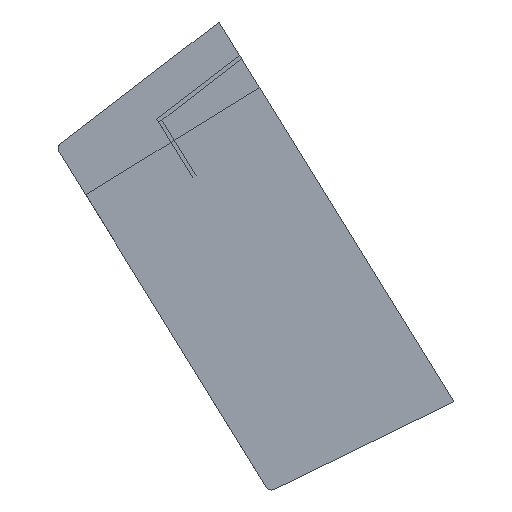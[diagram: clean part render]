
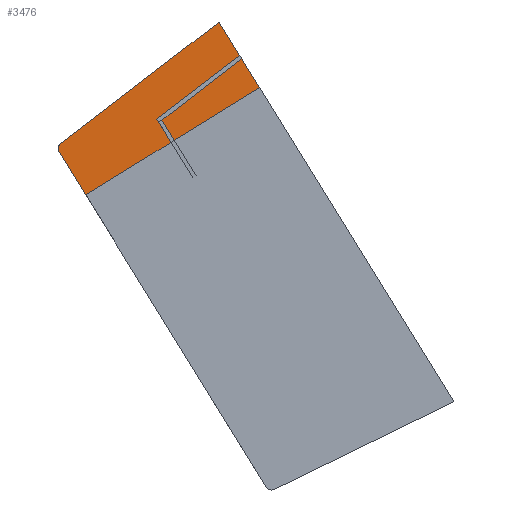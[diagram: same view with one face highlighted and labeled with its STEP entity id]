
A CAD part, front view. The second image highlights one B-rep face of the part: STEP entity #3476.
In plain terms, the highlighted planar face has unit normal (0.008, -1, -0.013).
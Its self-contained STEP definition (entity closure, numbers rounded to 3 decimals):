
#3476 = ADVANCED_FACE('',(#3477),#3492,.T.);
#3477 = FACE_BOUND('',#3478,.T.);
#3478 = EDGE_LOOP('',(#3479,#3521,#3547,#3573,#3599,#3634));
#3479 = ORIENTED_EDGE('',*,*,#3480,.T.);
#3480 = EDGE_CURVE('',#3481,#3483,#3485,.T.);
#3481 = VERTEX_POINT('',#3482);
#3482 = CARTESIAN_POINT('',(11770.697,45.153,
    2544.672));
#3483 = VERTEX_POINT('',#3484);
#3484 = CARTESIAN_POINT('',(11800.327,45.504,
    2536.083));
#3485 = SURFACE_CURVE('',#3486,(#3491,#3503),.PCURVE_S1.);
#3486 = ELLIPSE('',#3487,23.003,23.);
#3487 = AXIS2_PLACEMENT_3D('',#3488,#3489,#3490);
#3488 = CARTESIAN_POINT('',(11790.262,45.153,
    2556.763));
#3489 = DIRECTION('',(0.008,-1.,
    -0.013));
#3490 = DIRECTION('',(0.526,0.015,-0.851)
  );
#3491 = PCURVE('',#3492,#3497);
#3492 = PLANE('',#3493);
#3493 = AXIS2_PLACEMENT_3D('',#3494,#3495,#3496);
#3494 = CARTESIAN_POINT('',(10074.338,33.58,
    2384.906));
#3495 = DIRECTION('',(0.008,-1.,
    -0.013));
#3496 = DIRECTION('',(0.,0.013,-1.));
#3497 = DEFINITIONAL_REPRESENTATION('',(#3498),#3502);
#3498 = ELLIPSE('',#3499,23.003,23.);
#3499 = AXIS2_PLACEMENT_2D('',#3500,#3501);
#3500 = CARTESIAN_POINT('',(-171.693,1715.98));
#3501 = DIRECTION('',(0.851,0.526));
#3502 = ( GEOMETRIC_REPRESENTATION_CONTEXT(2) 
PARAMETRIC_REPRESENTATION_CONTEXT() REPRESENTATION_CONTEXT('2D SPACE',''
  ) );
#3503 = PCURVE('',#3504,#3509);
#3504 = CYLINDRICAL_SURFACE('',#3505,23.);
#3505 = AXIS2_PLACEMENT_3D('',#3506,#3507,#3508);
#3506 = CARTESIAN_POINT('',(11790.262,-550.,2556.763)
  );
#3507 = DIRECTION('',(-0.,1.,0.));
#3508 = DIRECTION('',(0.438,0.,-0.899));
#3509 = DEFINITIONAL_REPRESENTATION('',(#3510),#3520);
#3510 = B_SPLINE_CURVE_WITH_KNOTS('',8,(#3511,#3512,#3513,#3514,#3515,
    #3516,#3517,#3518,#3519),.UNSPECIFIED.,.F.,.F.,(9,9),(4.712
    ,6.183),.PIECEWISE_BEZIER_KNOTS.);
#3511 = CARTESIAN_POINT('',(1.47,595.153));
#3512 = CARTESIAN_POINT('',(1.286,595.218));
#3513 = CARTESIAN_POINT('',(1.103,595.283));
#3514 = CARTESIAN_POINT('',(0.919,595.344));
#3515 = CARTESIAN_POINT('',(0.735,595.399));
#3516 = CARTESIAN_POINT('',(0.551,595.444));
#3517 = CARTESIAN_POINT('',(0.368,595.477));
#3518 = CARTESIAN_POINT('',(0.184,595.497));
#3519 = CARTESIAN_POINT('',(0.,595.504));
#3520 = ( GEOMETRIC_REPRESENTATION_CONTEXT(2) 
PARAMETRIC_REPRESENTATION_CONTEXT() REPRESENTATION_CONTEXT('2D SPACE',''
  ) );
#3521 = ORIENTED_EDGE('',*,*,#3522,.T.);
#3522 = EDGE_CURVE('',#3483,#3523,#3525,.T.);
#3523 = VERTEX_POINT('',#3524);
#3524 = CARTESIAN_POINT('',(12489.253,46.682,
    2871.38));
#3525 = SURFACE_CURVE('',#3526,(#3530,#3536),.PCURVE_S1.);
#3526 = LINE('',#3527,#3528);
#3527 = CARTESIAN_POINT('',(5803.646,35.246,
    -382.474));
#3528 = VECTOR('',#3529,1.);
#3529 = DIRECTION('',(0.899,0.002,0.438)
  );
#3530 = PCURVE('',#3492,#3531);
#3531 = DEFINITIONAL_REPRESENTATION('',(#3532),#3535);
#3532 = B_SPLINE_CURVE_WITH_KNOTS('',1,(#3533,#3534),.UNSPECIFIED.,.F.,
  .F.,(2,2),(6592.583,7512.009),
  .PIECEWISE_BEZIER_KNOTS.);
#3533 = CARTESIAN_POINT('',(-117.484,1657.151));
#3534 = CARTESIAN_POINT('',(-519.787,2483.888));
#3535 = ( GEOMETRIC_REPRESENTATION_CONTEXT(2) 
PARAMETRIC_REPRESENTATION_CONTEXT() REPRESENTATION_CONTEXT('2D SPACE',''
  ) );
#3536 = PCURVE('',#3537,#3542);
#3537 = PLANE('',#3538);
#3538 = AXIS2_PLACEMENT_3D('',#3539,#3540,#3541);
#3539 = CARTESIAN_POINT('',(1261.95,0.,-2592.896));
#3540 = DIRECTION('',(0.438,0.,-0.899));
#3541 = DIRECTION('',(0.,-1.,0.));
#3542 = DEFINITIONAL_REPRESENTATION('',(#3543),#3546);
#3543 = B_SPLINE_CURVE_WITH_KNOTS('',1,(#3544,#3545),.UNSPECIFIED.,.F.,
  .F.,(2,2),(6592.583,7512.009),
  .PIECEWISE_BEZIER_KNOTS.);
#3544 = CARTESIAN_POINT('',(-45.386,-11643.612));
#3545 = CARTESIAN_POINT('',(-46.8,-12563.037));
#3546 = ( GEOMETRIC_REPRESENTATION_CONTEXT(2) 
PARAMETRIC_REPRESENTATION_CONTEXT() REPRESENTATION_CONTEXT('2D SPACE',''
  ) );
#3547 = ORIENTED_EDGE('',*,*,#3548,.T.);
#3548 = EDGE_CURVE('',#3523,#3549,#3551,.T.);
#3549 = VERTEX_POINT('',#3550);
#3550 = CARTESIAN_POINT('',(11589.619,20.483,
    4327.002));
#3551 = SURFACE_CURVE('',#3552,(#3556,#3562),.PCURVE_S1.);
#3552 = LINE('',#3553,#3554);
#3553 = CARTESIAN_POINT('',(10319.629,-16.501,
    6381.867));
#3554 = VECTOR('',#3555,1.);
#3555 = DIRECTION('',(-0.526,-0.015,0.851
    ));
#3556 = PCURVE('',#3492,#3557);
#3557 = DEFINITIONAL_REPRESENTATION('',(#3558),#3561);
#3558 = B_SPLINE_CURVE_WITH_KNOTS('',1,(#3559,#3560),.UNSPECIFIED.,.F.,
  .F.,(2,2),(-4298.461,-2244.79),
  .PIECEWISE_BEZIER_KNOTS.);
#3559 = CARTESIAN_POINT('',(-340.678,2504.96));
#3560 = CARTESIAN_POINT('',(-2087.687,1425.364));
#3561 = ( GEOMETRIC_REPRESENTATION_CONTEXT(2) 
PARAMETRIC_REPRESENTATION_CONTEXT() REPRESENTATION_CONTEXT('2D SPACE',''
  ) );
#3562 = PCURVE('',#3563,#3568);
#3563 = PLANE('',#3564);
#3564 = AXIS2_PLACEMENT_3D('',#3565,#3566,#3567);
#3565 = CARTESIAN_POINT('',(8599.751,-45.193,
    9164.66));
#3566 = DIRECTION('',(0.851,0.,0.526));
#3567 = DIRECTION('',(0.,-1.,0.));
#3568 = DEFINITIONAL_REPRESENTATION('',(#3569),#3572);
#3569 = B_SPLINE_CURVE_WITH_KNOTS('',1,(#3570,#3571),.UNSPECIFIED.,.F.,
  .F.,(2,2),(-4298.461,-2244.79),
  .PIECEWISE_BEZIER_KNOTS.);
#3570 = CARTESIAN_POINT('',(-94.495,7569.335));
#3571 = CARTESIAN_POINT('',(-63.057,5515.905));
#3572 = ( GEOMETRIC_REPRESENTATION_CONTEXT(2) 
PARAMETRIC_REPRESENTATION_CONTEXT() REPRESENTATION_CONTEXT('2D SPACE',''
  ) );
#3573 = ORIENTED_EDGE('',*,*,#3574,.F.);
#3574 = EDGE_CURVE('',#3575,#3549,#3577,.T.);
#3575 = VERTEX_POINT('',#3576);
#3576 = CARTESIAN_POINT('',(10981.628,21.662,
    3860.752));
#3577 = SURFACE_CURVE('',#3578,(#3582,#3588),.PCURVE_S1.);
#3578 = LINE('',#3579,#3580);
#3579 = CARTESIAN_POINT('',(5950.005,31.415,
    2.15));
#3580 = VECTOR('',#3581,1.);
#3581 = DIRECTION('',(0.794,-0.002,0.609)
  );
#3582 = PCURVE('',#3492,#3583);
#3583 = DEFINITIONAL_REPRESENTATION('',(#3584),#3587);
#3584 = B_SPLINE_CURVE_WITH_KNOTS('',1,(#3585,#3586),.UNSPECIFIED.,.F.,
  .F.,(2,2),(6264.212,7183.637),
  .PIECEWISE_BEZIER_KNOTS.);
#3585 = CARTESIAN_POINT('',(-1429.254,846.519));
#3586 = CARTESIAN_POINT('',(-1988.725,1576.131));
#3587 = ( GEOMETRIC_REPRESENTATION_CONTEXT(2) 
PARAMETRIC_REPRESENTATION_CONTEXT() REPRESENTATION_CONTEXT('2D SPACE',''
  ) );
#3588 = PCURVE('',#3589,#3594);
#3589 = PLANE('',#3590);
#3590 = AXIS2_PLACEMENT_3D('',#3591,#3592,#3593);
#3591 = CARTESIAN_POINT('',(2202.325,0.,-2871.835));
#3592 = DIRECTION('',(0.609,0.,-0.794));
#3593 = DIRECTION('',(0.,-1.,0.));
#3594 = DEFINITIONAL_REPRESENTATION('',(#3595),#3598);
#3595 = B_SPLINE_CURVE_WITH_KNOTS('',1,(#3596,#3597),.UNSPECIFIED.,.F.,
  .F.,(2,2),(6264.212,7183.637),
  .PIECEWISE_BEZIER_KNOTS.);
#3596 = CARTESIAN_POINT('',(-21.78,-10987.01));
#3597 = CARTESIAN_POINT('',(-20.365,-11906.435));
#3598 = ( GEOMETRIC_REPRESENTATION_CONTEXT(2) 
PARAMETRIC_REPRESENTATION_CONTEXT() REPRESENTATION_CONTEXT('2D SPACE',''
  ) );
#3599 = ORIENTED_EDGE('',*,*,#3600,.T.);
#3600 = EDGE_CURVE('',#3575,#3601,#3603,.T.);
#3601 = VERTEX_POINT('',#3602);
#3602 = CARTESIAN_POINT('',(10976.059,22.012,
    3830.409));
#3603 = SURFACE_CURVE('',#3604,(#3609,#3616),.PCURVE_S1.);
#3604 = ELLIPSE('',#3605,23.003,23.);
#3605 = AXIS2_PLACEMENT_3D('',#3606,#3607,#3608);
#3606 = CARTESIAN_POINT('',(10995.624,22.012,
    3842.501));
#3607 = DIRECTION('',(0.008,-1.,
    -0.013));
#3608 = DIRECTION('',(0.526,0.015,-0.851)
  );
#3609 = PCURVE('',#3492,#3610);
#3610 = DEFINITIONAL_REPRESENTATION('',(#3611),#3615);
#3611 = ELLIPSE('',#3612,23.003,23.);
#3612 = AXIS2_PLACEMENT_2D('',#3613,#3614);
#3613 = CARTESIAN_POINT('',(-1457.622,921.316));
#3614 = DIRECTION('',(0.851,0.526));
#3615 = ( GEOMETRIC_REPRESENTATION_CONTEXT(2) 
PARAMETRIC_REPRESENTATION_CONTEXT() REPRESENTATION_CONTEXT('2D SPACE',''
  ) );
#3616 = PCURVE('',#3617,#3622);
#3617 = CYLINDRICAL_SURFACE('',#3618,23.);
#3618 = AXIS2_PLACEMENT_3D('',#3619,#3620,#3621);
#3619 = CARTESIAN_POINT('',(10995.624,-550.,3842.501)
  );
#3620 = DIRECTION('',(-0.,1.,0.));
#3621 = DIRECTION('',(-0.609,-0.,0.794));
#3622 = DEFINITIONAL_REPRESENTATION('',(#3623),#3633);
#3623 = B_SPLINE_CURVE_WITH_KNOTS('',8,(#3624,#3625,#3626,#3627,#3628,
    #3629,#3630,#3631,#3632),.UNSPECIFIED.,.F.,.F.,(9,9),(3.242
    ,4.712),.PIECEWISE_BEZIER_KNOTS.);
#3624 = CARTESIAN_POINT('',(0.,571.662));
#3625 = CARTESIAN_POINT('',(-0.184,571.668));
#3626 = CARTESIAN_POINT('',(-0.368,571.688));
#3627 = CARTESIAN_POINT('',(-0.551,571.722));
#3628 = CARTESIAN_POINT('',(-0.735,571.767));
#3629 = CARTESIAN_POINT('',(-0.919,571.821));
#3630 = CARTESIAN_POINT('',(-1.103,571.883));
#3631 = CARTESIAN_POINT('',(-1.286,571.947));
#3632 = CARTESIAN_POINT('',(-1.47,572.012));
#3633 = ( GEOMETRIC_REPRESENTATION_CONTEXT(2) 
PARAMETRIC_REPRESENTATION_CONTEXT() REPRESENTATION_CONTEXT('2D SPACE',''
  ) );
#3634 = ORIENTED_EDGE('',*,*,#3635,.F.);
#3635 = EDGE_CURVE('',#3481,#3601,#3636,.T.);
#3636 = SURFACE_CURVE('',#3637,(#3641,#3647),.PCURVE_S1.);
#3637 = LINE('',#3638,#3639);
#3638 = CARTESIAN_POINT('',(10514.367,8.567,
    4577.435));
#3639 = VECTOR('',#3640,1.);
#3640 = DIRECTION('',(-0.526,-0.015,0.851
    ));
#3641 = PCURVE('',#3492,#3642);
#3642 = DEFINITIONAL_REPRESENTATION('',(#3643),#3646);
#3643 = B_SPLINE_CURVE_WITH_KNOTS('',1,(#3644,#3645),.UNSPECIFIED.,.F.,
  .F.,(2,2),(-2541.11,-727.121),
  .PIECEWISE_BEZIER_KNOTS.);
#3644 = CARTESIAN_POINT('',(-31.009,1775.881));
#3645 = CARTESIAN_POINT('',(-1574.125,822.284));
#3646 = ( GEOMETRIC_REPRESENTATION_CONTEXT(2) 
PARAMETRIC_REPRESENTATION_CONTEXT() REPRESENTATION_CONTEXT('2D SPACE',''
  ) );
#3647 = PCURVE('',#3648,#3653);
#3648 = PLANE('',#3649);
#3649 = AXIS2_PLACEMENT_3D('',#3650,#3651,#3652);
#3650 = CARTESIAN_POINT('',(9655.324,0.,5967.381));
#3651 = DIRECTION('',(0.851,0.,0.526));
#3652 = DIRECTION('',(0.,-1.,0.));
#3653 = DEFINITIONAL_REPRESENTATION('',(#3654),#3657);
#3654 = B_SPLINE_CURVE_WITH_KNOTS('',1,(#3655,#3656),.UNSPECIFIED.,.F.,
  .F.,(2,2),(-2541.11,-727.121),
  .PIECEWISE_BEZIER_KNOTS.);
#3655 = CARTESIAN_POINT('',(-47.467,4174.796));
#3656 = CARTESIAN_POINT('',(-19.698,2361.021));
#3657 = ( GEOMETRIC_REPRESENTATION_CONTEXT(2) 
PARAMETRIC_REPRESENTATION_CONTEXT() REPRESENTATION_CONTEXT('2D SPACE',''
  ) );
